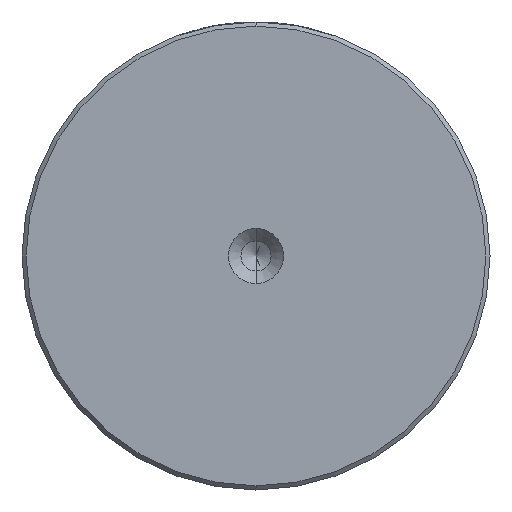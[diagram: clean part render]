
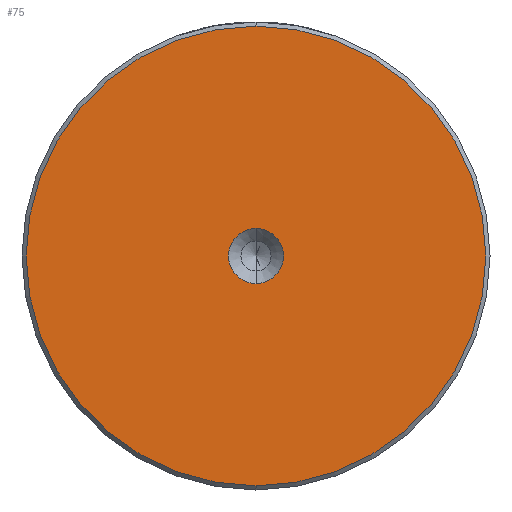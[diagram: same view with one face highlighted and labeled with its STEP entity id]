
A CAD part, left-side view. The second image highlights one B-rep face of the part: STEP entity #75.
In plain terms, the highlighted planar face has unit normal (-1, 0, 0).
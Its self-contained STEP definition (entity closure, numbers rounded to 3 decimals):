
#35 = ORIENTED_EDGE ( 'NONE', *, *, #1174, .T. ) ;
#71 = FACE_BOUND ( 'NONE', #1166, .T. ) ;
#75 = ADVANCED_FACE ( 'NONE', ( #1199, #71 ), #2576, .T. ) ;
#151 = CARTESIAN_POINT ( 'NONE',  ( 0., 0., 27.5 ) ) ;
#295 = CARTESIAN_POINT ( 'NONE',  ( 0., 0., 3.3 ) ) ;
#326 = AXIS2_PLACEMENT_3D ( 'NONE', #2348, #1922, #1899 ) ;
#342 = CARTESIAN_POINT ( 'NONE',  ( 0., 0., 0. ) ) ;
#349 = CARTESIAN_POINT ( 'NONE',  ( 0., 0., 0. ) ) ;
#367 = ORIENTED_EDGE ( 'NONE', *, *, #2664, .F. ) ;
#494 = CIRCLE ( 'NONE', #999, 3.3 ) ;
#529 = ORIENTED_EDGE ( 'NONE', *, *, #1785, .T. ) ;
#580 = CARTESIAN_POINT ( 'NONE',  ( 0., 0., -27.5 ) ) ;
#586 = DIRECTION ( 'NONE',  ( 0., 0., 1. ) ) ;
#595 = DIRECTION ( 'NONE',  ( 0., 0., 1. ) ) ;
#602 = CIRCLE ( 'NONE', #1877, 27.5 ) ;
#803 = CARTESIAN_POINT ( 'NONE',  ( 0., 0., -3.3 ) ) ;
#953 = CARTESIAN_POINT ( 'NONE',  ( 0., 0., 0. ) ) ;
#999 = AXIS2_PLACEMENT_3D ( 'NONE', #953, #2489, #1167 ) ;
#1166 = EDGE_LOOP ( 'NONE', ( #367, #2449 ) ) ;
#1167 = DIRECTION ( 'NONE',  ( 0., 0., 1. ) ) ;
#1174 = EDGE_CURVE ( 'NONE', #2848, #2258, #602, .T. ) ;
#1199 = FACE_OUTER_BOUND ( 'NONE', #2054, .T. ) ;
#1229 = CARTESIAN_POINT ( 'NONE',  ( 0., 0., 0. ) ) ;
#1387 = CIRCLE ( 'NONE', #2458, 3.3 ) ;
#1448 = DIRECTION ( 'NONE',  ( 0., 0., 1. ) ) ;
#1620 = AXIS2_PLACEMENT_3D ( 'NONE', #342, #1906, #586 ) ;
#1785 = EDGE_CURVE ( 'NONE', #2258, #2848, #2801, .T. ) ;
#1877 = AXIS2_PLACEMENT_3D ( 'NONE', #349, #1910, #595 ) ;
#1899 = DIRECTION ( 'NONE',  ( 0., 0., 1. ) ) ;
#1906 = DIRECTION ( 'NONE',  ( -1., 0., 0. ) ) ;
#1910 = DIRECTION ( 'NONE',  ( -1., 0., 0. ) ) ;
#1922 = DIRECTION ( 'NONE',  ( -1., 0., 0. ) ) ;
#2054 = EDGE_LOOP ( 'NONE', ( #35, #529 ) ) ;
#2124 = VERTEX_POINT ( 'NONE', #295 ) ;
#2177 = VERTEX_POINT ( 'NONE', #803 ) ;
#2258 = VERTEX_POINT ( 'NONE', #151 ) ;
#2348 = CARTESIAN_POINT ( 'NONE',  ( 0., 0., 0. ) ) ;
#2449 = ORIENTED_EDGE ( 'NONE', *, *, #2785, .F. ) ;
#2458 = AXIS2_PLACEMENT_3D ( 'NONE', #1229, #2776, #1448 ) ;
#2489 = DIRECTION ( 'NONE',  ( -1., 0., 0. ) ) ;
#2576 = PLANE ( 'NONE',  #326 ) ;
#2664 = EDGE_CURVE ( 'NONE', #2124, #2177, #494, .T. ) ;
#2776 = DIRECTION ( 'NONE',  ( -1., 0., 0. ) ) ;
#2785 = EDGE_CURVE ( 'NONE', #2177, #2124, #1387, .T. ) ;
#2801 = CIRCLE ( 'NONE', #1620, 27.5 ) ;
#2848 = VERTEX_POINT ( 'NONE', #580 ) ;
